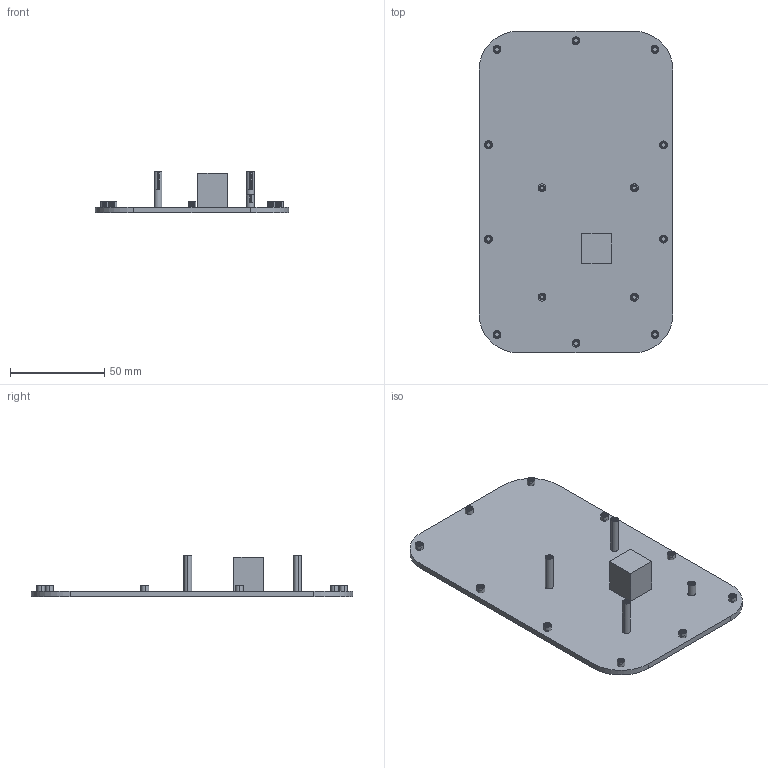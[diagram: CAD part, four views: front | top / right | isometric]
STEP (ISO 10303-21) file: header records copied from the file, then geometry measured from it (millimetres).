
FILE_DESCRIPTION (( 'STEP AP203' ), '1' );
FILE_NAME ('BACK-PLATE-ASSEMBLY rev4.STEP', '2021-03-03T23:23:16', ( '' ), ( '' ), 'SwSTEP 2.0', 'SolidWorks 2020', '' );
FILE_SCHEMA (( 'CONFIG_CONTROL_DESIGN' ));
Length unit declared in the file: millimetre
Products named in the file (6): SONYC-Heat-sink-block; 93090A554_PRESS-FIT FEMALE ROUND STANDOFFS_93090A554; BACK-PLATE-ASSEMBLY rev4; 93090A571_PRESS-FIT FEMALE ROUND STANDOFFS_93090A571; Back-Plate; 93090A430_PRESS-FIT FEMALE ROUND STANDOFFS_93090A430
Assembly tree (16 placements, depth 2):
  BACK-PLATE-ASSEMBLY rev4
    93090A571_PRESS-FIT FEMALE ROUND STANDOFFS_93090A571  x10
    Back-Plate
    SONYC-Heat-sink-block
    93090A554_PRESS-FIT FEMALE ROUND STANDOFFS_93090A554  x3
    93090A430_PRESS-FIT FEMALE ROUND STANDOFFS_93090A430
Bounding box: 102.92 x 170.41 x 22.23 mm (x, y, z)
Volume: 57147.6 mm3; surface area: 41094.1 mm2
Topology: 16 solids, 16 shells, 654 faces, 1681 edges, 1111 vertices
Faces by surface type: cylinder 324, plane 250, bspline 42, cone 38
Entity records: 11323 total; most frequent: CARTESIAN_POINT 4842, ORIENTED_EDGE 1222, DIRECTION 1071, EDGE_CURVE 611, VERTEX_POINT 405, LINE 371, VECTOR 371, AXIS2_PLACEMENT_3D 350
